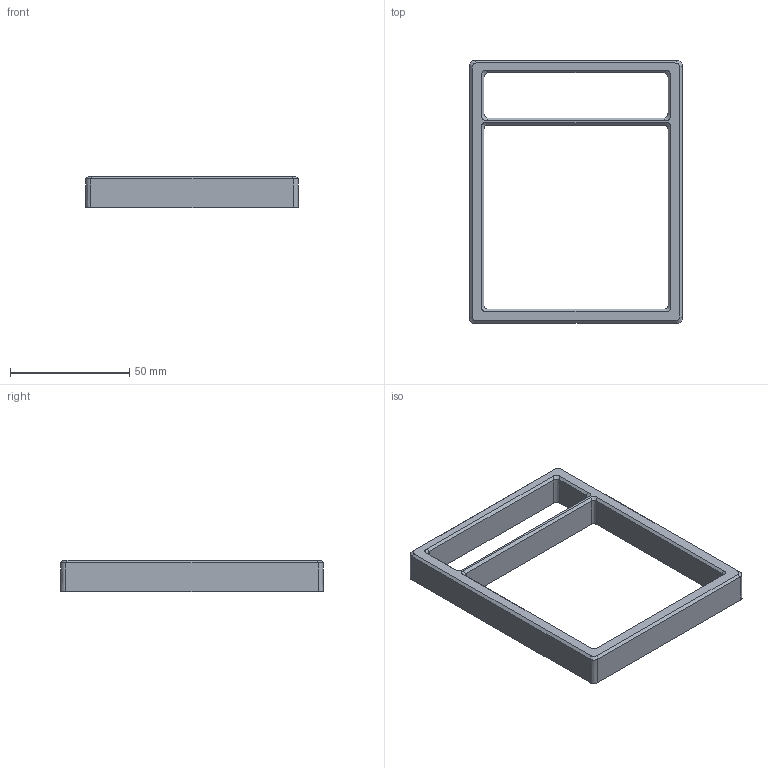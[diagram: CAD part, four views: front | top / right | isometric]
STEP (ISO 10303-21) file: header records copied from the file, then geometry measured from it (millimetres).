
FILE_DESCRIPTION(/* description */ (''),/* implementation_level */ '2;1');
FILE_NAME(/* name */ 'topcase.step',/* time_stamp */ '2020-11-18T10:20:06+01:00',/* author */ (''),/* organization */ (''),/* preprocessor_version */ 'ST-DEVELOPER v18.1',/* originating_system */ 'Autodesk Translation Framework v9.3.0.1241',/* authorisation */ '');
FILE_SCHEMA (('AUTOMOTIVE_DESIGN { 1 0 10303 214 3 1 1 }'));
Length unit declared in the file: millimetre
Products named in the file (1): topcase
Bounding box: 89.15 x 110.2 x 13 mm (x, y, z)
Volume: 30635.3 mm3; surface area: 15837.2 mm2
Topology: 1 solids, 1 shells, 50 faces, 120 edges, 72 vertices
Faces by surface type: plane 26, bspline 24
Entity records: 2262 total; most frequent: CARTESIAN_POINT 1312, ORIENTED_EDGE 240, EDGE_CURVE 120, DIRECTION 90, B_SPLINE_CURVE_WITH_KNOTS 84, VERTEX_POINT 72, EDGE_LOOP 54, FACE_OUTER_BOUND 50
